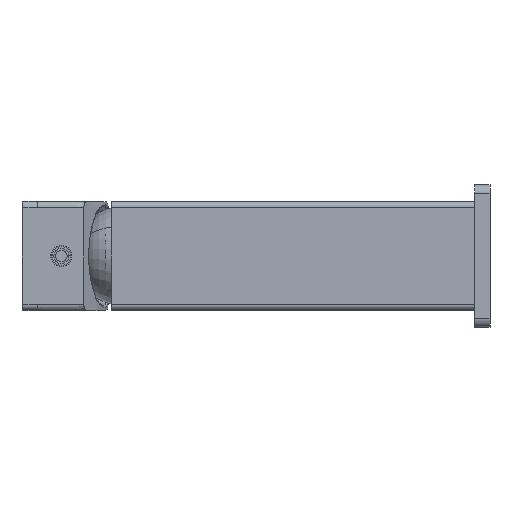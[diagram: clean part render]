
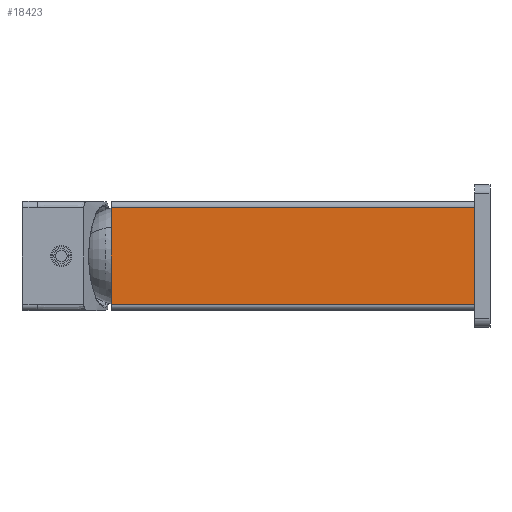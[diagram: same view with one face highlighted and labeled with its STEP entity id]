
A CAD part, left-side view. The second image highlights one B-rep face of the part: STEP entity #18423.
In plain terms, the highlighted planar face has unit normal (-1, 0, 0).
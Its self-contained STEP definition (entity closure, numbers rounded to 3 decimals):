
#14542 = VERTEX_POINT ( 'NONE', #78698 ) ;
#14966 = LINE ( 'NONE', #70405, #101865 ) ;
#17584 = CARTESIAN_POINT ( 'NONE',  ( -18., 0., 18.36 ) ) ;
#18423 = ADVANCED_FACE ( 'NONE', ( #77945 ), #36465, .T. ) ;
#19150 = AXIS2_PLACEMENT_3D ( 'NONE', #86866, #70288, #19883 ) ;
#19883 = DIRECTION ( 'NONE',  ( 0., 1., 0. ) ) ;
#21129 = LINE ( 'NONE', #17584, #35597 ) ;
#26586 = DIRECTION ( 'NONE',  ( 0., 1., 0. ) ) ;
#33723 = LINE ( 'NONE', #69512, #98232 ) ;
#35597 = VECTOR ( 'NONE', #59912, 1000. ) ;
#36465 = PLANE ( 'NONE',  #19150 ) ;
#41294 = CARTESIAN_POINT ( 'NONE',  ( -18., 120., 16. ) ) ;
#41373 = CARTESIAN_POINT ( 'NONE',  ( -18., 0., 16. ) ) ;
#42148 = EDGE_CURVE ( 'NONE', #14542, #84558, #33723, .T. ) ;
#45762 = LINE ( 'NONE', #85407, #68107 ) ;
#47735 = VERTEX_POINT ( 'NONE', #107402 ) ;
#52609 = EDGE_CURVE ( 'NONE', #47735, #14542, #45762, .T. ) ;
#55148 = ORIENTED_EDGE ( 'NONE', *, *, #100342, .F. ) ;
#59912 = DIRECTION ( 'NONE',  ( 0., 0., -1. ) ) ;
#68107 = VECTOR ( 'NONE', #26586, 1000. ) ;
#69512 = CARTESIAN_POINT ( 'NONE',  ( -18., 120., 18. ) ) ;
#70288 = DIRECTION ( 'NONE',  ( -1., 0., 0. ) ) ;
#70405 = CARTESIAN_POINT ( 'NONE',  ( -18., 0., 16. ) ) ;
#74541 = EDGE_LOOP ( 'NONE', ( #75020, #55148, #82233, #78290 ) ) ;
#75020 = ORIENTED_EDGE ( 'NONE', *, *, #52609, .F. ) ;
#77945 = FACE_OUTER_BOUND ( 'NONE', #74541, .T. ) ;
#77984 = DIRECTION ( 'NONE',  ( 0., 0., 1. ) ) ;
#78290 = ORIENTED_EDGE ( 'NONE', *, *, #42148, .F. ) ;
#78698 = CARTESIAN_POINT ( 'NONE',  ( -18., 120., -16. ) ) ;
#78864 = DIRECTION ( 'NONE',  ( 0., 1., 0. ) ) ;
#79444 = EDGE_CURVE ( 'NONE', #108426, #84558, #14966, .T. ) ;
#82233 = ORIENTED_EDGE ( 'NONE', *, *, #79444, .T. ) ;
#84558 = VERTEX_POINT ( 'NONE', #41294 ) ;
#85407 = CARTESIAN_POINT ( 'NONE',  ( -18., 60., -16. ) ) ;
#86866 = CARTESIAN_POINT ( 'NONE',  ( -18., 0., -18. ) ) ;
#98232 = VECTOR ( 'NONE', #77984, 1000. ) ;
#100342 = EDGE_CURVE ( 'NONE', #108426, #47735, #21129, .T. ) ;
#101865 = VECTOR ( 'NONE', #78864, 1000. ) ;
#107402 = CARTESIAN_POINT ( 'NONE',  ( -18., 0., -16. ) ) ;
#108426 = VERTEX_POINT ( 'NONE', #41373 ) ;
